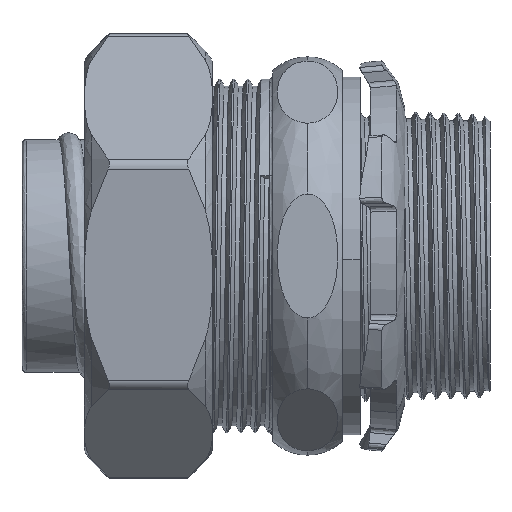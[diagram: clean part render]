
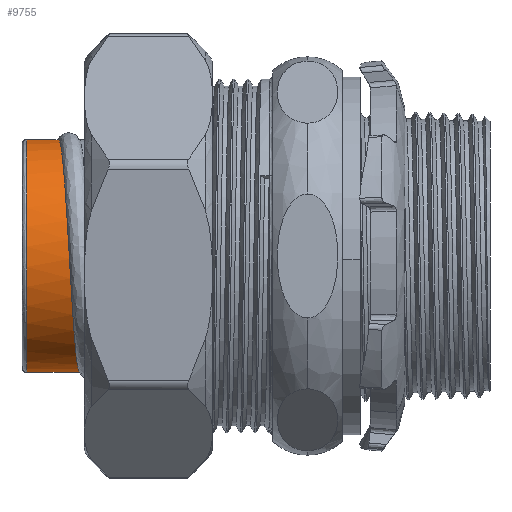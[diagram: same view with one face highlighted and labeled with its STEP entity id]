
A CAD part, front view. The second image highlights one B-rep face of the part: STEP entity #9755.
In plain terms, the highlighted cylindrical face has radius 13.005 mm (diameter 26.01 mm), a partial arc.
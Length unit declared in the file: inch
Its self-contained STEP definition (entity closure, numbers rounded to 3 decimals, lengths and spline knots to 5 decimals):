
#128 = VECTOR ( 'NONE', #23992, 39.37008 ) ;
#1609 = EDGE_CURVE ( 'NONE', #40484, #39461, #24050, .T. ) ;
#1670 = CARTESIAN_POINT ( 'NONE',  ( 0.84557, 0., 0.512 ) ) ;
#1709 = LINE ( 'NONE', #3386, #128 ) ;
#3225 = CARTESIAN_POINT ( 'NONE',  ( 0.81424, 0.44341, 0.256 ) ) ;
#3386 = CARTESIAN_POINT ( 'NONE',  ( 0., 0., -0.512 ) ) ;
#4273 = AXIS2_PLACEMENT_3D ( 'NONE', #11762, #22561, #8644 ) ;
#6359 = CARTESIAN_POINT ( 'NONE',  ( 0.83774, 0.13719, 0.512 ) ) ;
#6499 = CARTESIAN_POINT ( 'NONE',  ( 0.80641, 0.512, 0.13719 ) ) ;
#8644 = DIRECTION ( 'NONE',  ( 0., 0., 1. ) ) ;
#9755 = ADVANCED_FACE ( 'NONE', ( #35234 ), #16700, .T. ) ;
#9915 = CARTESIAN_POINT ( 'NONE',  ( 0., 0., 0.512 ) ) ;
#10231 = CARTESIAN_POINT ( 'NONE',  ( 0.98381, 0., -0.512 ) ) ;
#11762 = CARTESIAN_POINT ( 'NONE',  ( 0.98381, 0., 0. ) ) ;
#12575 = CARTESIAN_POINT ( 'NONE',  ( 0.84557, 0., 0.512 ) ) ;
#12607 = DIRECTION ( 'NONE',  ( 0., 0., 1. ) ) ;
#13166 = CARTESIAN_POINT ( 'NONE',  ( 0.82207, 0.37481, 0.37481 ) ) ;
#14258 =( BOUNDED_CURVE ( )  B_SPLINE_CURVE ( 2, ( #12575, #6359, #16717, #13166, #3225, #6499, #23516, #33590, #40537, #33297, #16577, #36856, #23667 ),
 .UNSPECIFIED., .F., .T. ) 
 B_SPLINE_CURVE_WITH_KNOTS ( ( 3, 2, 2, 2, 2, 2, 3 ),
 ( 0., 0.00685, 0.0137, 0.02055, 0.0274, 0.03425, 0.0411 ),
 .UNSPECIFIED. ) 
 CURVE ( )  GEOMETRIC_REPRESENTATION_ITEM ( )  RATIONAL_B_SPLINE_CURVE ( ( 1., 0.966, 1., 0.966, 1., 0.966, 1., 0.966, 1., 0.966, 1., 0.966, 1. ) ) 
 REPRESENTATION_ITEM ( '' )  );
#16039 = ORIENTED_EDGE ( 'NONE', *, *, #31447, .T. ) ;
#16577 = CARTESIAN_POINT ( 'NONE',  ( 0.76724, 0.256, -0.44341 ) ) ;
#16700 = CYLINDRICAL_SURFACE ( 'NONE', #30028, 0.512 ) ;
#16717 = CARTESIAN_POINT ( 'NONE',  ( 0.82991, 0.256, 0.44341 ) ) ;
#18641 = EDGE_LOOP ( 'NONE', ( #34396, #16039, #25755, #37631 ) ) ;
#20178 = CARTESIAN_POINT ( 'NONE',  ( 0.98381, 0., 0.512 ) ) ;
#21566 = EDGE_CURVE ( 'NONE', #39461, #38571, #14258, .T. ) ;
#22561 = DIRECTION ( 'NONE',  ( -1., 0., 0. ) ) ;
#23516 = CARTESIAN_POINT ( 'NONE',  ( 0.79857, 0.512, 0. ) ) ;
#23667 = CARTESIAN_POINT ( 'NONE',  ( 0.75157, 0., -0.512 ) ) ;
#23992 = DIRECTION ( 'NONE',  ( -1., 0., 0. ) ) ;
#24050 = LINE ( 'NONE', #9915, #25705 ) ;
#24559 = EDGE_CURVE ( 'NONE', #40484, #25763, #26145, .T. ) ;
#25705 = VECTOR ( 'NONE', #33327, 39.37008 ) ;
#25755 = ORIENTED_EDGE ( 'NONE', *, *, #21566, .F. ) ;
#25757 = CARTESIAN_POINT ( 'NONE',  ( 0., 0., 0. ) ) ;
#25763 = VERTEX_POINT ( 'NONE', #10231 ) ;
#26073 = DIRECTION ( 'NONE',  ( -1., 0., 0. ) ) ;
#26145 = CIRCLE ( 'NONE', #4273, 0.512 ) ;
#30028 = AXIS2_PLACEMENT_3D ( 'NONE', #25757, #26073, #12607 ) ;
#31447 = EDGE_CURVE ( 'NONE', #25763, #38571, #1709, .T. ) ;
#33297 = CARTESIAN_POINT ( 'NONE',  ( 0.77507, 0.37481, -0.37481 ) ) ;
#33327 = DIRECTION ( 'NONE',  ( -1., 0., 0. ) ) ;
#33590 = CARTESIAN_POINT ( 'NONE',  ( 0.79074, 0.512, -0.13719 ) ) ;
#34396 = ORIENTED_EDGE ( 'NONE', *, *, #24559, .T. ) ;
#35234 = FACE_OUTER_BOUND ( 'NONE', #18641, .T. ) ;
#36856 = CARTESIAN_POINT ( 'NONE',  ( 0.75941, 0.13719, -0.512 ) ) ;
#37631 = ORIENTED_EDGE ( 'NONE', *, *, #1609, .F. ) ;
#38571 = VERTEX_POINT ( 'NONE', #40832 ) ;
#39461 = VERTEX_POINT ( 'NONE', #1670 ) ;
#40484 = VERTEX_POINT ( 'NONE', #20178 ) ;
#40537 = CARTESIAN_POINT ( 'NONE',  ( 0.78291, 0.44341, -0.256 ) ) ;
#40832 = CARTESIAN_POINT ( 'NONE',  ( 0.75157, 0., -0.512 ) ) ;
